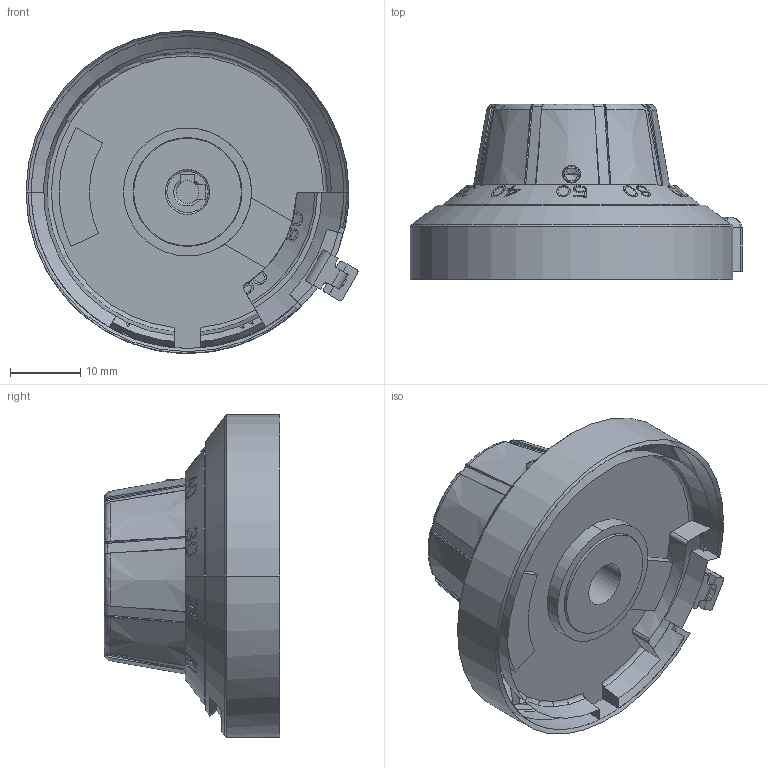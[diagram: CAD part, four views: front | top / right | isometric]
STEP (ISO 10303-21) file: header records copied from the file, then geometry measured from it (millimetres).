
FILE_DESCRIPTION((''),'2;1');
FILE_NAME('7888_ASM','2015-11-12T',('bmozley'),(''),'CREO PARAMETRIC BY PTC INC, 2015290','CREO PARAMETRIC BY PTC INC, 2015290','');
FILE_SCHEMA(('CONFIG_CONTROL_DESIGN'));
Length unit declared in the file: metre
Products named in the file (2): _RBJ_SW0001; 7888_ASM
Assembly tree (1 placements, depth 2):
  7888_ASM
    _RBJ_SW0001
Bounding box: 47.26 x 24.98 x 45.97 mm (x, y, z)
Volume: 21320.4 mm3; surface area: 8056.4 mm2
Topology: 1 solids, 1 shells, 1169 faces, 3321 edges, 2199 vertices
Faces by surface type: plane 999, cylinder 79, cone 47, bspline 24, torus 18, sphere 2
Entity records: 41881 total; most frequent: CARTESIAN_POINT 13386, ORIENTED_EDGE 6634, DIRECTION 4787, EDGE_CURVE 3317, VERTEX_POINT 2199, VECTOR 2033, LINE 2033, AXIS2_PLACEMENT_3D 1377
